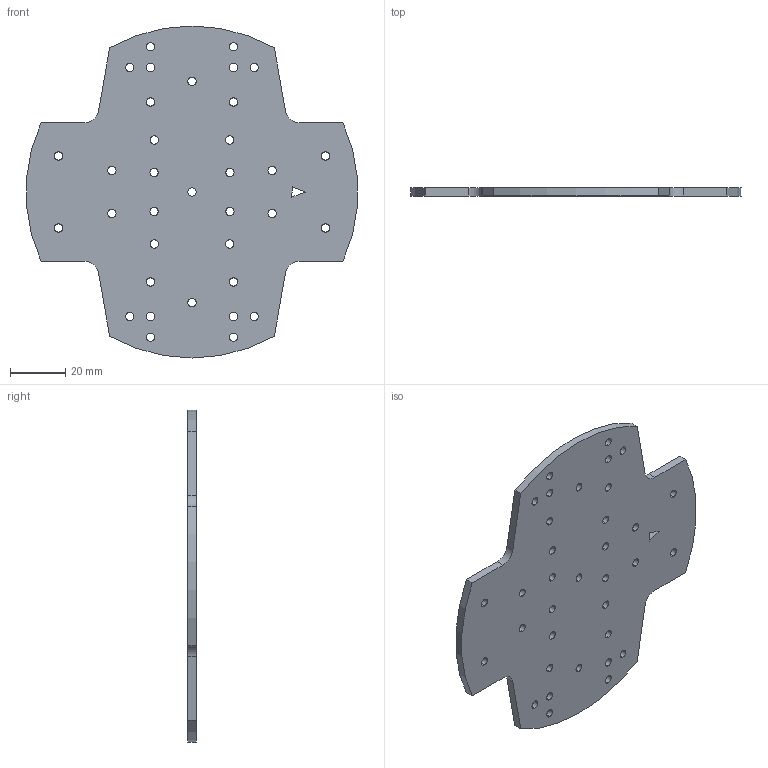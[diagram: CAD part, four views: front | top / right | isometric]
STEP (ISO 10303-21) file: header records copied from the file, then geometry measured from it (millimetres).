
FILE_DESCRIPTION (( 'STEP AP214' ), '1' );
FILE_NAME ('x1_3dp_LC_body.STEP', '2021-05-04T08:55:29', ( '' ), ( '' ), 'SwSTEP 2.0', 'SolidWorks 2016', '' );
FILE_SCHEMA (( 'AUTOMOTIVE_DESIGN' ));
Length unit declared in the file: millimetre
Products named in the file (1): x1_3dp_LC_body
Bounding box: 119.56 x 3 x 120 mm (x, y, z)
Volume: 29102.1 mm3; surface area: 21669.2 mm2
Topology: 1 solids, 1 shells, 92 faces, 270 edges, 180 vertices
Faces by surface type: cylinder 79, plane 13
Entity records: 3330 total; most frequent: DIRECTION 614, CARTESIAN_POINT 543, ORIENTED_EDGE 540, EDGE_CURVE 270, AXIS2_PLACEMENT_3D 251, VERTEX_POINT 180, EDGE_LOOP 164, CIRCLE 158
